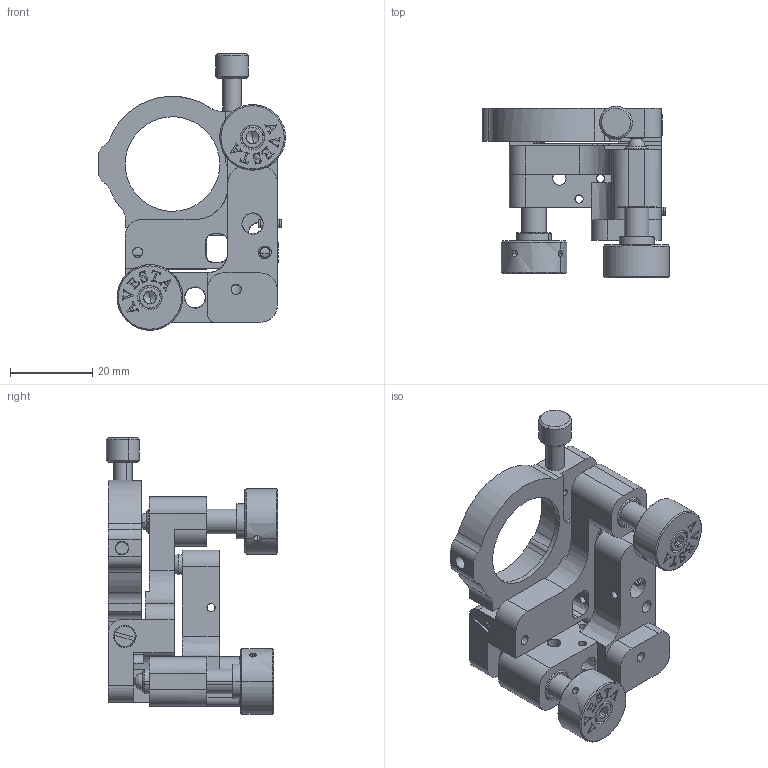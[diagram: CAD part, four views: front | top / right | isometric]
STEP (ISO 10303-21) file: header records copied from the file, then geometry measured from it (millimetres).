
FILE_DESCRIPTION(/* description */ (''),/* implementation_level */ '2;1');
FILE_NAME(/* name */ 'MMFS-RB',/* time_stamp */ '2021-08-20T15:17:38+03:00',/* author */ (''),/* organization */ (''),/* preprocessor_version */ 'ST-DEVELOPER v15',/* originating_system */ '',/* authorisation */ '');
FILE_SCHEMA (('AUTOMOTIVE_DESIGN'));
Length unit declared in the file: millimetre
Products named in the file (10): Document;  малый правый; Флиппер25-дюйм \X2\043C
 правый_Substitute_3; Block 01; Block 02; Block 03; Block 04; Block 05; Block 06
Assembly tree (9 placements, depth 5):
  Document
    Document
   малый правый
        Флиппер25-дюйм \X2\043C
 правый_Substitute_3
          Block 01
          Block 02
          Block 03
          Block 04
          Block 05
          Block 06
Bounding box: 45.5 x 41.7 x 67.38 mm (x, y, z)
Volume: 19206.9 mm3; surface area: 20980.6 mm2
Topology: 20 solids, 33 shells, 802 faces, 2252 edges, 1474 vertices
Faces by surface type: bspline 802
Entity records: 56821 total; most frequent: CARTESIAN_POINT 28991, B_SPLINE_CURVE_WITH_KNOTS 5127, ORIENTED_EDGE 4362, PCURVE 4362, DEFINITIONAL_REPRESENTATION 4362, SURFACE_CURVE 2208, EDGE_CURVE 2208, VERTEX_POINT 1474
